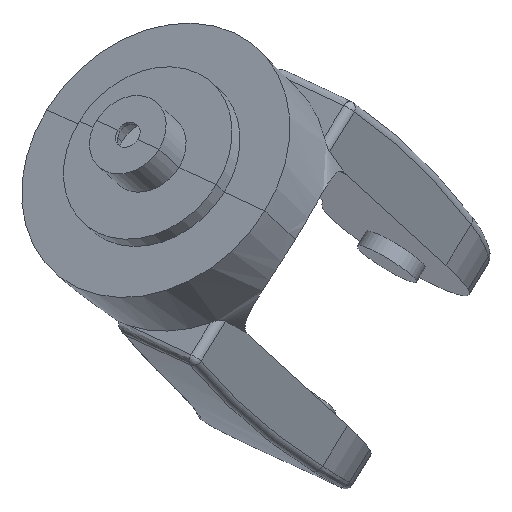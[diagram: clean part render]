
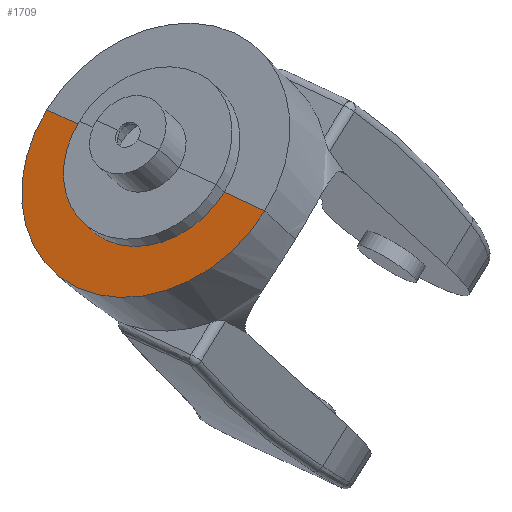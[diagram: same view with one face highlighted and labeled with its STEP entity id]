
A CAD part, isometric view. The second image highlights one B-rep face of the part: STEP entity #1709.
In plain terms, the highlighted planar face has unit normal (-0.605, 0.049, 0.795).
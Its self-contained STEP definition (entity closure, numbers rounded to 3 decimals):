
#84=PLANE('',#1873);
#151=CIRCLE('',#1871,62.5);
#152=CIRCLE('',#1874,39.286);
#275=FACE_OUTER_BOUND('',#381,.T.);
#381=EDGE_LOOP('',(#1405,#1406,#1407,#1408));
#482=LINE('',#4938,#576);
#483=LINE('',#4941,#577);
#576=VECTOR('',#2209,23.214);
#577=VECTOR('',#2212,23.214);
#785=VERTEX_POINT('',#4931);
#786=VERTEX_POINT('',#4933);
#787=VERTEX_POINT('',#4937);
#788=VERTEX_POINT('',#4939);
#1003=EDGE_CURVE('',#785,#786,#151,.T.);
#1005=EDGE_CURVE('',#787,#785,#482,.T.);
#1006=EDGE_CURVE('',#787,#788,#152,.T.);
#1007=EDGE_CURVE('',#786,#788,#483,.T.);
#1405=ORIENTED_EDGE('',*,*,#1003,.F.);
#1406=ORIENTED_EDGE('',*,*,#1005,.F.);
#1407=ORIENTED_EDGE('',*,*,#1006,.T.);
#1408=ORIENTED_EDGE('',*,*,#1007,.F.);
#1709=ADVANCED_FACE('',(#275),#84,.F.);
#1871=AXIS2_PLACEMENT_3D('',#4934,#2203,#2204);
#1873=AXIS2_PLACEMENT_3D('',#4936,#2207,#2208);
#1874=AXIS2_PLACEMENT_3D('',#4940,#2210,#2211);
#2203=DIRECTION('center_axis',(0.605,-0.049,-0.795));
#2204=DIRECTION('ref_axis',(0.022,-0.997,0.078));
#2207=DIRECTION('center_axis',(0.605,-0.049,-0.795));
#2208=DIRECTION('ref_axis',(-0.796,0.,-0.606));
#2209=DIRECTION('',(0.022,-0.997,0.078));
#2210=DIRECTION('center_axis',(0.605,-0.049,-0.795));
#2211=DIRECTION('ref_axis',(0.022,-0.997,0.078));
#2212=DIRECTION('',(0.022,-0.997,0.078));
#4931=CARTESIAN_POINT('',(16.926,582.036,961.807));
#4933=CARTESIAN_POINT('',(14.201,706.626,952.072));
#4934=CARTESIAN_POINT('Origin',(15.564,644.331,956.939));
#4936=CARTESIAN_POINT('Origin',(14.707,683.488,953.88));
#4937=CARTESIAN_POINT('',(16.42,605.174,959.999));
#4938=CARTESIAN_POINT('',(16.42,605.174,959.999));
#4939=CARTESIAN_POINT('',(14.707,683.488,953.88));
#4940=CARTESIAN_POINT('Origin',(15.564,644.331,956.939));
#4941=CARTESIAN_POINT('',(14.201,706.626,952.072));
